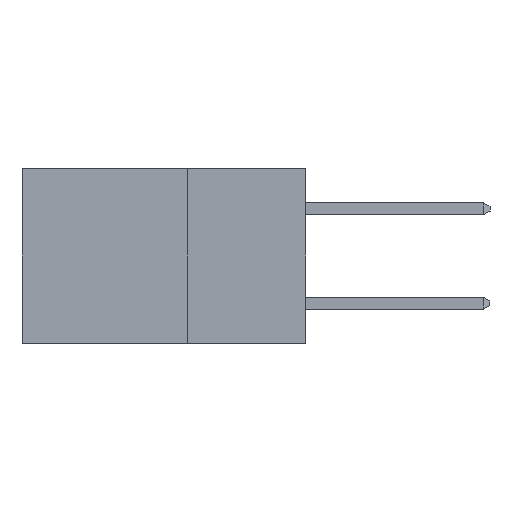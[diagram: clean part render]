
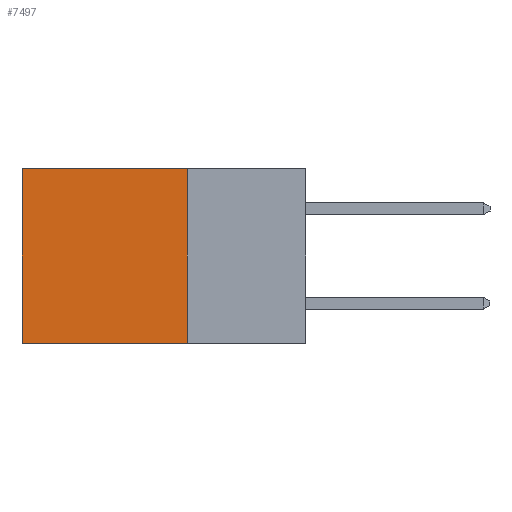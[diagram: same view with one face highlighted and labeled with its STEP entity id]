
A CAD part, left-side view. The second image highlights one B-rep face of the part: STEP entity #7497.
In plain terms, the highlighted planar face has unit normal (-1, 0, 0).
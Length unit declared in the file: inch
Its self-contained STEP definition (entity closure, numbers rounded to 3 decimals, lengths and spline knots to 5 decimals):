
#624 = PLANE ( 'NONE',  #3678 ) ;
#934 = VECTOR ( 'NONE', #4441, 39.37008 ) ;
#1253 = FACE_OUTER_BOUND ( 'NONE', #8883, .T. ) ;
#1570 = DIRECTION ( 'NONE',  ( 1., 0., 0. ) ) ;
#1602 = VERTEX_POINT ( 'NONE', #6740 ) ;
#1963 = EDGE_CURVE ( 'NONE', #2391, #11774, #5900, .T. ) ;
#2274 = CARTESIAN_POINT ( 'NONE',  ( 0.298, 0.6, -0.37 ) ) ;
#2391 = VERTEX_POINT ( 'NONE', #11580 ) ;
#3300 = ORIENTED_EDGE ( 'NONE', *, *, #7466, .F. ) ;
#3678 = AXIS2_PLACEMENT_3D ( 'NONE', #10767, #1570, #8073 ) ;
#4094 = VECTOR ( 'NONE', #8021, 39.37008 ) ;
#4254 = CARTESIAN_POINT ( 'NONE',  ( 0.298, 0.25, 0. ) ) ;
#4270 = LINE ( 'NONE', #8446, #6375 ) ;
#4441 = DIRECTION ( 'NONE',  ( 0., 1., 0. ) ) ;
#4556 = ORIENTED_EDGE ( 'NONE', *, *, #7339, .T. ) ;
#4679 = LINE ( 'NONE', #9840, #4094 ) ;
#5797 = VECTOR ( 'NONE', #6008, 39.37008 ) ;
#5900 = LINE ( 'NONE', #4254, #934 ) ;
#6008 = DIRECTION ( 'NONE',  ( 0., 0., -1. ) ) ;
#6375 = VECTOR ( 'NONE', #7513, 39.37008 ) ;
#6740 = CARTESIAN_POINT ( 'NONE',  ( 0.298, 0.25, -0.37 ) ) ;
#7339 = EDGE_CURVE ( 'NONE', #11774, #7867, #10651, .T. ) ;
#7466 = EDGE_CURVE ( 'NONE', #2391, #1602, #4679, .T. ) ;
#7497 = ADVANCED_FACE ( 'NONE', ( #1253 ), #624, .F. ) ;
#7513 = DIRECTION ( 'NONE',  ( 0., 1., 0. ) ) ;
#7867 = VERTEX_POINT ( 'NONE', #2274 ) ;
#8021 = DIRECTION ( 'NONE',  ( 0., 0., -1. ) ) ;
#8073 = DIRECTION ( 'NONE',  ( 0., 0., -1. ) ) ;
#8446 = CARTESIAN_POINT ( 'NONE',  ( 0.298, 0.25, -0.37 ) ) ;
#8883 = EDGE_LOOP ( 'NONE', ( #4556, #9940, #3300, #11155 ) ) ;
#9840 = CARTESIAN_POINT ( 'NONE',  ( 0.298, 0.25, 0. ) ) ;
#9940 = ORIENTED_EDGE ( 'NONE', *, *, #10148, .F. ) ;
#10148 = EDGE_CURVE ( 'NONE', #1602, #7867, #4270, .T. ) ;
#10651 = LINE ( 'NONE', #11467, #5797 ) ;
#10767 = CARTESIAN_POINT ( 'NONE',  ( 0.298, 0.25, 0. ) ) ;
#11155 = ORIENTED_EDGE ( 'NONE', *, *, #1963, .T. ) ;
#11467 = CARTESIAN_POINT ( 'NONE',  ( 0.298, 0.6, 0. ) ) ;
#11470 = CARTESIAN_POINT ( 'NONE',  ( 0.298, 0.6, 0. ) ) ;
#11580 = CARTESIAN_POINT ( 'NONE',  ( 0.298, 0.25, 0. ) ) ;
#11774 = VERTEX_POINT ( 'NONE', #11470 ) ;
